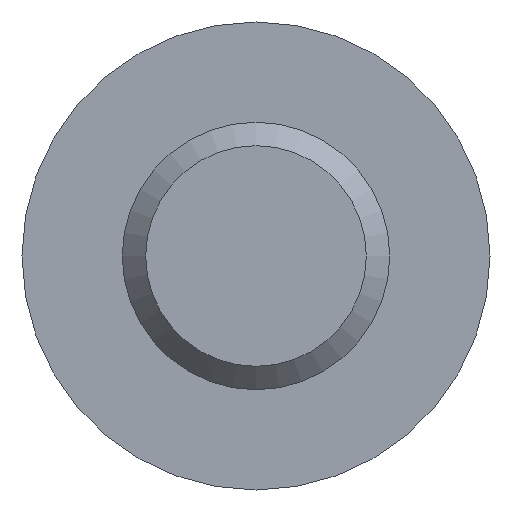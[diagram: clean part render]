
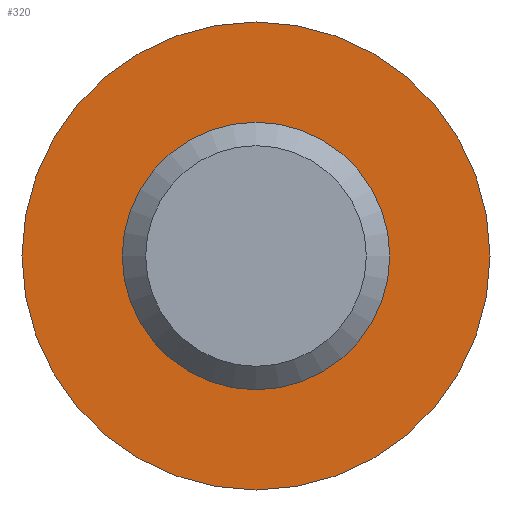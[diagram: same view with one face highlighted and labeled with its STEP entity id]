
A CAD part, front view. The second image highlights one B-rep face of the part: STEP entity #320.
In plain terms, the highlighted planar face has unit normal (0, -1, 0).
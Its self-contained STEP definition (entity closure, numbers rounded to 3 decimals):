
#1 = ORIENTED_EDGE ( 'NONE', *, *, #251, .F. ) ;
#4 = CARTESIAN_POINT ( 'NONE',  ( 0., 10., 0. ) ) ;
#9 = VERTEX_POINT ( 'NONE', #296 ) ;
#52 = EDGE_CURVE ( 'NONE', #502, #502, #433, .T. ) ;
#108 = FACE_BOUND ( 'NONE', #437, .T. ) ;
#133 = DIRECTION ( 'NONE',  ( 0., 0., -1. ) ) ;
#140 = CARTESIAN_POINT ( 'NONE',  ( 0., 10., 0. ) ) ;
#162 = DIRECTION ( 'NONE',  ( 0., -1., 0. ) ) ;
#171 = EDGE_LOOP ( 'NONE', ( #399 ) ) ;
#173 = AXIS2_PLACEMENT_3D ( 'NONE', #197, #310, #272 ) ;
#177 = DIRECTION ( 'NONE',  ( 0., 0., -1. ) ) ;
#197 = CARTESIAN_POINT ( 'NONE',  ( -2., 10., 0. ) ) ;
#251 = EDGE_CURVE ( 'NONE', #9, #9, #369, .T. ) ;
#258 = AXIS2_PLACEMENT_3D ( 'NONE', #140, #429, #177 ) ;
#272 = DIRECTION ( 'NONE',  ( 0., 0., 1. ) ) ;
#293 = CARTESIAN_POINT ( 'NONE',  ( 0., 10., -3.5 ) ) ;
#296 = CARTESIAN_POINT ( 'NONE',  ( 0., 10., -2. ) ) ;
#310 = DIRECTION ( 'NONE',  ( 0., 1., 0. ) ) ;
#320 = ADVANCED_FACE ( 'NONE', ( #108, #391 ), #473, .F. ) ;
#369 = CIRCLE ( 'NONE', #478, 2. ) ;
#391 = FACE_OUTER_BOUND ( 'NONE', #171, .T. ) ;
#399 = ORIENTED_EDGE ( 'NONE', *, *, #52, .T. ) ;
#429 = DIRECTION ( 'NONE',  ( 0., -1., 0. ) ) ;
#433 = CIRCLE ( 'NONE', #258, 3.5 ) ;
#437 = EDGE_LOOP ( 'NONE', ( #1 ) ) ;
#473 = PLANE ( 'NONE',  #173 ) ;
#478 = AXIS2_PLACEMENT_3D ( 'NONE', #4, #162, #133 ) ;
#502 = VERTEX_POINT ( 'NONE', #293 ) ;
